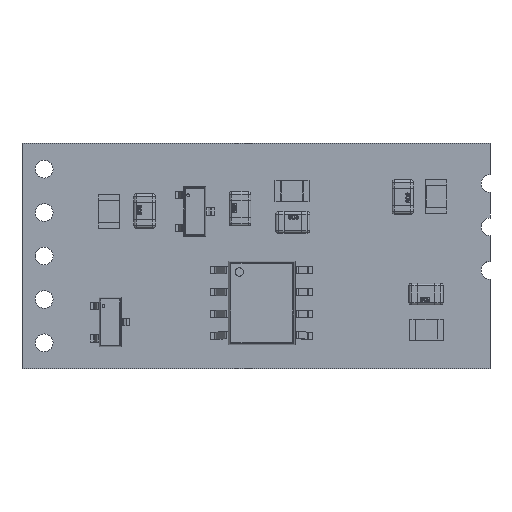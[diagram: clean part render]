
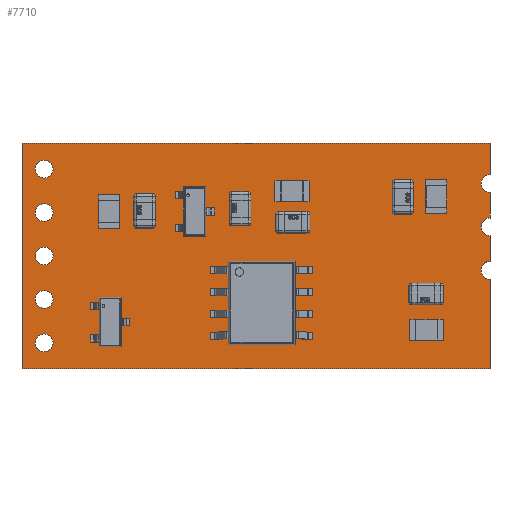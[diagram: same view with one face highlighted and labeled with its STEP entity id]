
A CAD part, top view. The second image highlights one B-rep face of the part: STEP entity #7710.
In plain terms, the highlighted planar face has unit normal (0, 0, 1).
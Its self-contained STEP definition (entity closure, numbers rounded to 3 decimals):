
#7203 = VERTEX_POINT('',#7204);
#7204 = CARTESIAN_POINT('',(0.,-13.2,0.));
#7210 = EDGE_CURVE('',#7203,#7211,#7213,.T.);
#7211 = VERTEX_POINT('',#7212);
#7212 = CARTESIAN_POINT('',(0.,0.,0.));
#7213 = LINE('',#7214,#7215);
#7214 = CARTESIAN_POINT('',(0.,-13.2,0.));
#7215 = VECTOR('',#7216,1.);
#7216 = DIRECTION('',(0.,1.,0.));
#7241 = EDGE_CURVE('',#7211,#7242,#7244,.T.);
#7242 = VERTEX_POINT('',#7243);
#7243 = CARTESIAN_POINT('',(27.4,0.,0.));
#7244 = LINE('',#7245,#7246);
#7245 = CARTESIAN_POINT('',(0.,0.,0.));
#7246 = VECTOR('',#7247,1.);
#7247 = DIRECTION('',(1.,0.,0.));
#7272 = EDGE_CURVE('',#7242,#7273,#7275,.T.);
#7273 = VERTEX_POINT('',#7274);
#7274 = CARTESIAN_POINT('',(27.4,-1.84,0.));
#7275 = LINE('',#7276,#7277);
#7276 = CARTESIAN_POINT('',(27.4,0.,0.));
#7277 = VECTOR('',#7278,1.);
#7278 = DIRECTION('',(0.,-1.,0.));
#7303 = EDGE_CURVE('',#7273,#7304,#7306,.T.);
#7304 = VERTEX_POINT('',#7305);
#7305 = CARTESIAN_POINT('',(27.4,-2.88,0.));
#7306 = CIRCLE('',#7307,0.52);
#7307 = AXIS2_PLACEMENT_3D('',#7308,#7309,#7310);
#7308 = CARTESIAN_POINT('',(27.4,-2.36,0.));
#7309 = DIRECTION('',(0.,0.,1.));
#7310 = DIRECTION('',(1.,0.,0.));
#7336 = EDGE_CURVE('',#7304,#7337,#7339,.T.);
#7337 = VERTEX_POINT('',#7338);
#7338 = CARTESIAN_POINT('',(27.4,-4.38,0.));
#7339 = LINE('',#7340,#7341);
#7340 = CARTESIAN_POINT('',(27.4,0.,0.));
#7341 = VECTOR('',#7342,1.);
#7342 = DIRECTION('',(0.,-1.,0.));
#7367 = EDGE_CURVE('',#7337,#7368,#7370,.T.);
#7368 = VERTEX_POINT('',#7369);
#7369 = CARTESIAN_POINT('',(27.4,-5.42,0.));
#7370 = CIRCLE('',#7371,0.52);
#7371 = AXIS2_PLACEMENT_3D('',#7372,#7373,#7374);
#7372 = CARTESIAN_POINT('',(27.4,-4.9,0.));
#7373 = DIRECTION('',(0.,0.,1.));
#7374 = DIRECTION('',(1.,0.,0.));
#7400 = EDGE_CURVE('',#7368,#7401,#7403,.T.);
#7401 = VERTEX_POINT('',#7402);
#7402 = CARTESIAN_POINT('',(27.4,-6.92,0.));
#7403 = LINE('',#7404,#7405);
#7404 = CARTESIAN_POINT('',(27.4,0.,0.));
#7405 = VECTOR('',#7406,1.);
#7406 = DIRECTION('',(0.,-1.,0.));
#7431 = EDGE_CURVE('',#7401,#7432,#7434,.T.);
#7432 = VERTEX_POINT('',#7433);
#7433 = CARTESIAN_POINT('',(27.4,-7.96,0.));
#7434 = CIRCLE('',#7435,0.52);
#7435 = AXIS2_PLACEMENT_3D('',#7436,#7437,#7438);
#7436 = CARTESIAN_POINT('',(27.4,-7.44,0.));
#7437 = DIRECTION('',(0.,0.,1.));
#7438 = DIRECTION('',(1.,0.,0.));
#7464 = EDGE_CURVE('',#7432,#7465,#7467,.T.);
#7465 = VERTEX_POINT('',#7466);
#7466 = CARTESIAN_POINT('',(27.4,-13.2,0.));
#7467 = LINE('',#7468,#7469);
#7468 = CARTESIAN_POINT('',(27.4,0.,0.));
#7469 = VECTOR('',#7470,1.);
#7470 = DIRECTION('',(0.,-1.,0.));
#7495 = EDGE_CURVE('',#7465,#7203,#7496,.T.);
#7496 = LINE('',#7497,#7498);
#7497 = CARTESIAN_POINT('',(27.4,-13.2,0.));
#7498 = VECTOR('',#7499,1.);
#7499 = DIRECTION('',(-1.,0.,0.));
#7519 = VERTEX_POINT('',#7520);
#7520 = CARTESIAN_POINT('',(1.82,-11.68,0.));
#7526 = EDGE_CURVE('',#7519,#7519,#7527,.T.);
#7527 = CIRCLE('',#7528,0.52);
#7528 = AXIS2_PLACEMENT_3D('',#7529,#7530,#7531);
#7529 = CARTESIAN_POINT('',(1.3,-11.68,0.));
#7530 = DIRECTION('',(0.,0.,1.));
#7531 = DIRECTION('',(1.,0.,0.));
#7552 = VERTEX_POINT('',#7553);
#7553 = CARTESIAN_POINT('',(1.82,-6.6,0.));
#7559 = EDGE_CURVE('',#7552,#7552,#7560,.T.);
#7560 = CIRCLE('',#7561,0.52);
#7561 = AXIS2_PLACEMENT_3D('',#7562,#7563,#7564);
#7562 = CARTESIAN_POINT('',(1.3,-6.6,0.));
#7563 = DIRECTION('',(0.,0.,1.));
#7564 = DIRECTION('',(1.,0.,0.));
#7585 = VERTEX_POINT('',#7586);
#7586 = CARTESIAN_POINT('',(1.82,-9.14,0.));
#7592 = EDGE_CURVE('',#7585,#7585,#7593,.T.);
#7593 = CIRCLE('',#7594,0.52);
#7594 = AXIS2_PLACEMENT_3D('',#7595,#7596,#7597);
#7595 = CARTESIAN_POINT('',(1.3,-9.14,0.));
#7596 = DIRECTION('',(0.,0.,1.));
#7597 = DIRECTION('',(1.,0.,0.));
#7618 = VERTEX_POINT('',#7619);
#7619 = CARTESIAN_POINT('',(1.82,-1.52,0.));
#7625 = EDGE_CURVE('',#7618,#7618,#7626,.T.);
#7626 = CIRCLE('',#7627,0.52);
#7627 = AXIS2_PLACEMENT_3D('',#7628,#7629,#7630);
#7628 = CARTESIAN_POINT('',(1.3,-1.52,0.));
#7629 = DIRECTION('',(0.,0.,1.));
#7630 = DIRECTION('',(1.,0.,0.));
#7651 = VERTEX_POINT('',#7652);
#7652 = CARTESIAN_POINT('',(1.82,-4.06,0.));
#7658 = EDGE_CURVE('',#7651,#7651,#7659,.T.);
#7659 = CIRCLE('',#7660,0.52);
#7660 = AXIS2_PLACEMENT_3D('',#7661,#7662,#7663);
#7661 = CARTESIAN_POINT('',(1.3,-4.06,0.));
#7662 = DIRECTION('',(0.,0.,1.));
#7663 = DIRECTION('',(1.,0.,0.));
#7710 = ADVANCED_FACE('',(#7711,#7723,#7726,#7729,#7732,#7735),#7738,.T.
  );
#7711 = FACE_BOUND('',#7712,.T.);
#7712 = EDGE_LOOP('',(#7713,#7714,#7715,#7716,#7717,#7718,#7719,#7720,
    #7721,#7722));
#7713 = ORIENTED_EDGE('',*,*,#7210,.F.);
#7714 = ORIENTED_EDGE('',*,*,#7495,.F.);
#7715 = ORIENTED_EDGE('',*,*,#7464,.F.);
#7716 = ORIENTED_EDGE('',*,*,#7431,.F.);
#7717 = ORIENTED_EDGE('',*,*,#7400,.F.);
#7718 = ORIENTED_EDGE('',*,*,#7367,.F.);
#7719 = ORIENTED_EDGE('',*,*,#7336,.F.);
#7720 = ORIENTED_EDGE('',*,*,#7303,.F.);
#7721 = ORIENTED_EDGE('',*,*,#7272,.F.);
#7722 = ORIENTED_EDGE('',*,*,#7241,.F.);
#7723 = FACE_BOUND('',#7724,.T.);
#7724 = EDGE_LOOP('',(#7725));
#7725 = ORIENTED_EDGE('',*,*,#7526,.F.);
#7726 = FACE_BOUND('',#7727,.T.);
#7727 = EDGE_LOOP('',(#7728));
#7728 = ORIENTED_EDGE('',*,*,#7559,.F.);
#7729 = FACE_BOUND('',#7730,.T.);
#7730 = EDGE_LOOP('',(#7731));
#7731 = ORIENTED_EDGE('',*,*,#7592,.F.);
#7732 = FACE_BOUND('',#7733,.T.);
#7733 = EDGE_LOOP('',(#7734));
#7734 = ORIENTED_EDGE('',*,*,#7625,.F.);
#7735 = FACE_BOUND('',#7736,.T.);
#7736 = EDGE_LOOP('',(#7737));
#7737 = ORIENTED_EDGE('',*,*,#7658,.F.);
#7738 = PLANE('',#7739);
#7739 = AXIS2_PLACEMENT_3D('',#7740,#7741,#7742);
#7740 = CARTESIAN_POINT('',(0.,-13.2,0.));
#7741 = DIRECTION('',(0.,0.,1.));
#7742 = DIRECTION('',(1.,0.,0.));
